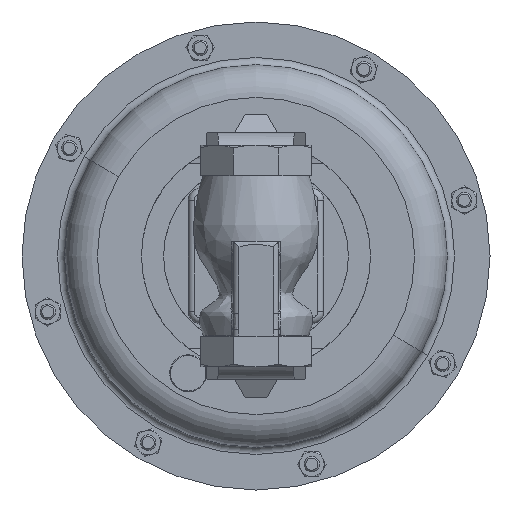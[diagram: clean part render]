
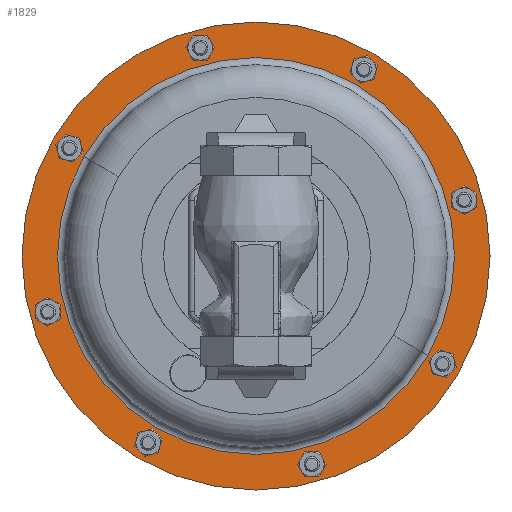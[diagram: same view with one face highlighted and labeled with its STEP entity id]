
A CAD part, front view. The second image highlights one B-rep face of the part: STEP entity #1829.
In plain terms, the highlighted planar face has unit normal (0, -1, 0).
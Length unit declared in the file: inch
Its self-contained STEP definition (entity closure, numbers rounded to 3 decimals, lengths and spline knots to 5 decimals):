
#399 = CARTESIAN_POINT ( 'NONE',  ( 0., 8.835, -2.25 ) ) ;
#442 = CARTESIAN_POINT ( 'NONE',  ( -2.375, 8.835, -6.36362 ) ) ;
#1499 = ORIENTED_EDGE ( 'NONE', *, *, #22422, .T. ) ;
#1829 = ADVANCED_FACE ( 'NONE', ( #8115, #15192 ), #21595, .T. ) ;
#3440 = DIRECTION ( 'NONE',  ( 0.866, 0., -0.5 ) ) ;
#6156 = AXIS2_PLACEMENT_3D ( 'NONE', #442, #27721, #9577 ) ;
#6194 = VERTEX_POINT ( 'NONE', #26046 ) ;
#6361 = DIRECTION ( 'NONE',  ( 0., 1., 0. ) ) ;
#7965 = DIRECTION ( 'NONE',  ( 0., 1., 0. ) ) ;
#8021 = EDGE_LOOP ( 'NONE', ( #13692, #26411 ) ) ;
#8094 = EDGE_CURVE ( 'NONE', #13013, #37189, #29235, .T. ) ;
#8115 = FACE_BOUND ( 'NONE', #20478, .T. ) ;
#9577 = DIRECTION ( 'NONE',  ( -0.866, 0., 0.5 ) ) ;
#11397 = AXIS2_PLACEMENT_3D ( 'NONE', #14311, #35486, #17335 ) ;
#11547 = CARTESIAN_POINT ( 'NONE',  ( -3.48922, 8.835, -0.2355 ) ) ;
#13013 = VERTEX_POINT ( 'NONE', #11547 ) ;
#13692 = ORIENTED_EDGE ( 'NONE', *, *, #28769, .F. ) ;
#14311 = CARTESIAN_POINT ( 'NONE',  ( 0., 8.835, -2.25 ) ) ;
#15192 = FACE_OUTER_BOUND ( 'NONE', #8021, .T. ) ;
#17335 = DIRECTION ( 'NONE',  ( 0.866, 0., -0.5 ) ) ;
#20478 = EDGE_LOOP ( 'NONE', ( #1499, #33883 ) ) ;
#21551 = DIRECTION ( 'NONE',  ( 0., 1., 0. ) ) ;
#21595 = PLANE ( 'NONE',  #6156 ) ;
#22422 = EDGE_CURVE ( 'NONE', #37189, #13013, #24846, .T. ) ;
#23041 = CARTESIAN_POINT ( 'NONE',  ( 4.11362, 8.835, -4.625 ) ) ;
#24486 = CARTESIAN_POINT ( 'NONE',  ( 0., 8.835, -2.25 ) ) ;
#24846 = CIRCLE ( 'NONE', #11397, 4.029 ) ;
#25591 = AXIS2_PLACEMENT_3D ( 'NONE', #26109, #7965, #29151 ) ;
#26046 = CARTESIAN_POINT ( 'NONE',  ( -4.11362, 8.835, 0.125 ) ) ;
#26109 = CARTESIAN_POINT ( 'NONE',  ( 0., 8.835, -2.25 ) ) ;
#26411 = ORIENTED_EDGE ( 'NONE', *, *, #36102, .F. ) ;
#27543 = DIRECTION ( 'NONE',  ( 0.866, 0., -0.5 ) ) ;
#27721 = DIRECTION ( 'NONE',  ( 0., -1., 0. ) ) ;
#27780 = AXIS2_PLACEMENT_3D ( 'NONE', #24486, #6361, #27543 ) ;
#28013 = AXIS2_PLACEMENT_3D ( 'NONE', #399, #21551, #3440 ) ;
#28628 = CIRCLE ( 'NONE', #27780, 4.75 ) ;
#28769 = EDGE_CURVE ( 'NONE', #35233, #6194, #33697, .T. ) ;
#29151 = DIRECTION ( 'NONE',  ( 0.866, 0., -0.5 ) ) ;
#29235 = CIRCLE ( 'NONE', #25591, 4.029 ) ;
#33697 = CIRCLE ( 'NONE', #28013, 4.75 ) ;
#33883 = ORIENTED_EDGE ( 'NONE', *, *, #8094, .T. ) ;
#35233 = VERTEX_POINT ( 'NONE', #23041 ) ;
#35486 = DIRECTION ( 'NONE',  ( 0., 1., 0. ) ) ;
#36102 = EDGE_CURVE ( 'NONE', #6194, #35233, #28628, .T. ) ;
#37189 = VERTEX_POINT ( 'NONE', #37522 ) ;
#37522 = CARTESIAN_POINT ( 'NONE',  ( 3.48922, 8.835, -4.2645 ) ) ;
